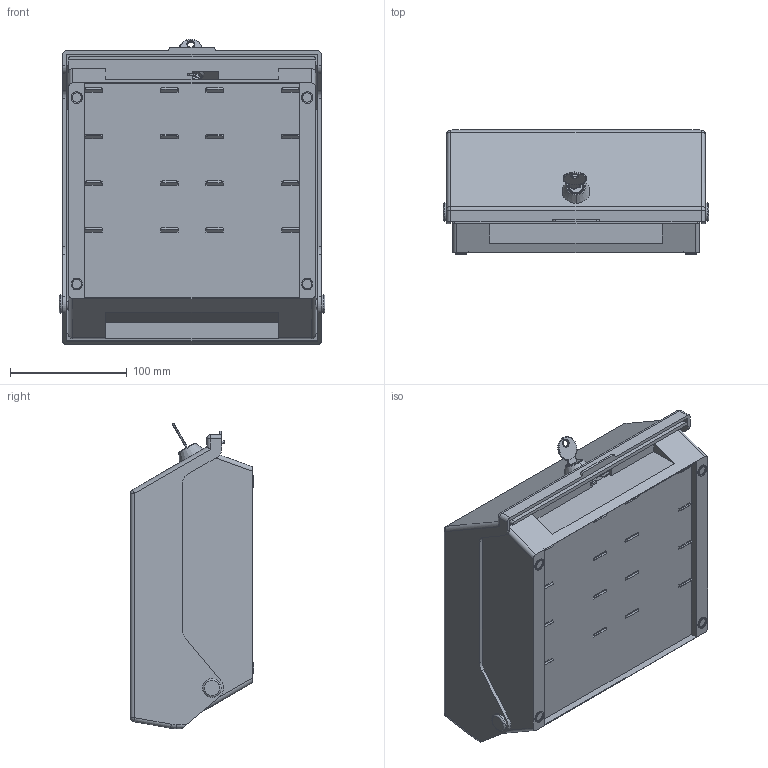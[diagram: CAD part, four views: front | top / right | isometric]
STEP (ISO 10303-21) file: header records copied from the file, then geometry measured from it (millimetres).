
FILE_DESCRIPTION (( 'STEP AP214' ), '1' );
FILE_NAME ('Ñáîðêà1.STEP', '2020-07-11T15:51:05', ( 'AlexHome' ), ( '' ), 'SwSTEP 2.0', 'SolidWorks 2017', '' );
FILE_SCHEMA (( 'AUTOMOTIVE_DESIGN' ));
Length unit declared in the file: millimetre
Products named in the file (9): ﾄ褪4; ﾄ褪3; ﾄ褪2; ﾄ褪1; 栖闉罻1; ﾄ褪8; ﾄ褪7; ﾄ褪6; ﾄ褪5
Assembly tree (17 placements, depth 2):
  栖闉罻1
    ﾄ褪1
    ﾄ褪2  x2
    ﾄ褪3  x8
    ﾄ褪4
    ﾄ褪5
    ﾄ褪6  x2
    ﾄ褪7
    ﾄ褪8
Bounding box: 228 x 106.2 x 262.16 mm (x, y, z)
Volume: 669302.3 mm3; surface area: 523541.8 mm2
Topology: 17 solids, 18 shells, 2046 faces, 5827 edges, 3755 vertices
Faces by surface type: plane 1037, cylinder 567, sphere 302, bspline 89, torus 31, cone 20
Entity records: 38511 total; most frequent: CARTESIAN_POINT 8285, DIRECTION 6158, ORIENTED_EDGE 5828, EDGE_CURVE 2914, AXIS2_PLACEMENT_3D 2187, VERTEX_POINT 1918, LINE 1784, VECTOR 1784
